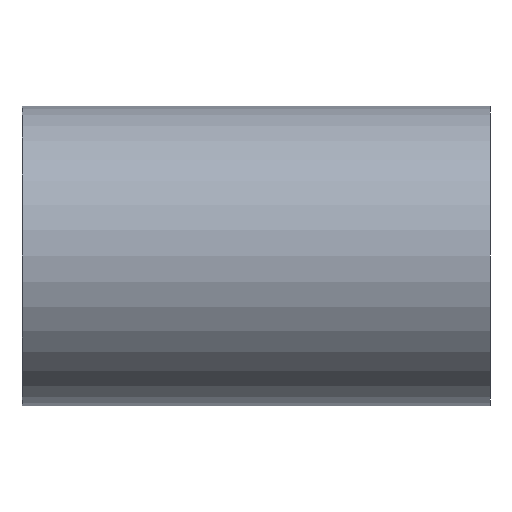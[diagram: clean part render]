
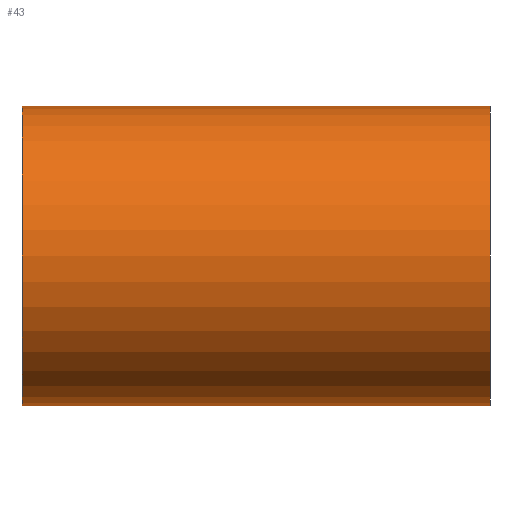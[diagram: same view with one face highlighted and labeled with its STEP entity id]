
A CAD part, left-side view. The second image highlights one B-rep face of the part: STEP entity #43.
In plain terms, the highlighted cylindrical face has radius 16 mm (diameter 32 mm), a partial arc.
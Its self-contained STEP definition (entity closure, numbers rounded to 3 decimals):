
#7 = AXIS2_PLACEMENT_3D ( 'NONE', #153, #227, #246 ) ;
#9 = CYLINDRICAL_SURFACE ( 'NONE', #7, 16. ) ;
#16 = CARTESIAN_POINT ( 'NONE',  ( 0., 50., -16. ) ) ;
#20 = VERTEX_POINT ( 'NONE', #134 ) ;
#23 = CIRCLE ( 'NONE', #225, 16. ) ;
#25 = VERTEX_POINT ( 'NONE', #114 ) ;
#27 = VERTEX_POINT ( 'NONE', #16 ) ;
#31 = CIRCLE ( 'NONE', #199, 16. ) ;
#40 = DIRECTION ( 'NONE',  ( 0., 1., 0. ) ) ;
#43 = ADVANCED_FACE ( 'NONE', ( #141 ), #9, .T. ) ;
#55 = ORIENTED_EDGE ( 'NONE', *, *, #70, .F. ) ;
#57 = CARTESIAN_POINT ( 'NONE',  ( 0., 50., 0. ) ) ;
#65 = EDGE_CURVE ( 'NONE', #27, #20, #164, .T. ) ;
#70 = EDGE_CURVE ( 'NONE', #195, #25, #89, .T. ) ;
#89 = LINE ( 'NONE', #149, #234 ) ;
#90 = DIRECTION ( 'NONE',  ( 0., -1., 0. ) ) ;
#95 = ORIENTED_EDGE ( 'NONE', *, *, #145, .F. ) ;
#114 = CARTESIAN_POINT ( 'NONE',  ( 0., 0., 16. ) ) ;
#118 = DIRECTION ( 'NONE',  ( 0., 0., 1. ) ) ;
#129 = EDGE_CURVE ( 'NONE', #20, #25, #31, .T. ) ;
#133 = CARTESIAN_POINT ( 'NONE',  ( 0., 50., -16. ) ) ;
#134 = CARTESIAN_POINT ( 'NONE',  ( 0., 0., -16. ) ) ;
#139 = VECTOR ( 'NONE', #90, 1000. ) ;
#141 = FACE_OUTER_BOUND ( 'NONE', #236, .T. ) ;
#145 = EDGE_CURVE ( 'NONE', #27, #195, #23, .T. ) ;
#149 = CARTESIAN_POINT ( 'NONE',  ( 0., 50., 16. ) ) ;
#152 = ORIENTED_EDGE ( 'NONE', *, *, #65, .T. ) ;
#153 = CARTESIAN_POINT ( 'NONE',  ( 0., 50., 0. ) ) ;
#164 = LINE ( 'NONE', #133, #139 ) ;
#175 = DIRECTION ( 'NONE',  ( 0., 0., 1. ) ) ;
#176 = ORIENTED_EDGE ( 'NONE', *, *, #129, .T. ) ;
#189 = DIRECTION ( 'NONE',  ( 0., 1., 0. ) ) ;
#195 = VERTEX_POINT ( 'NONE', #205 ) ;
#199 = AXIS2_PLACEMENT_3D ( 'NONE', #229, #189, #175 ) ;
#205 = CARTESIAN_POINT ( 'NONE',  ( 0., 50., 16. ) ) ;
#224 = DIRECTION ( 'NONE',  ( 0., -1., 0. ) ) ;
#225 = AXIS2_PLACEMENT_3D ( 'NONE', #57, #40, #118 ) ;
#227 = DIRECTION ( 'NONE',  ( 0., -1., 0. ) ) ;
#229 = CARTESIAN_POINT ( 'NONE',  ( 0., 0., 0. ) ) ;
#234 = VECTOR ( 'NONE', #224, 1000. ) ;
#236 = EDGE_LOOP ( 'NONE', ( #55, #95, #152, #176 ) ) ;
#246 = DIRECTION ( 'NONE',  ( 0., 0., -1. ) ) ;
